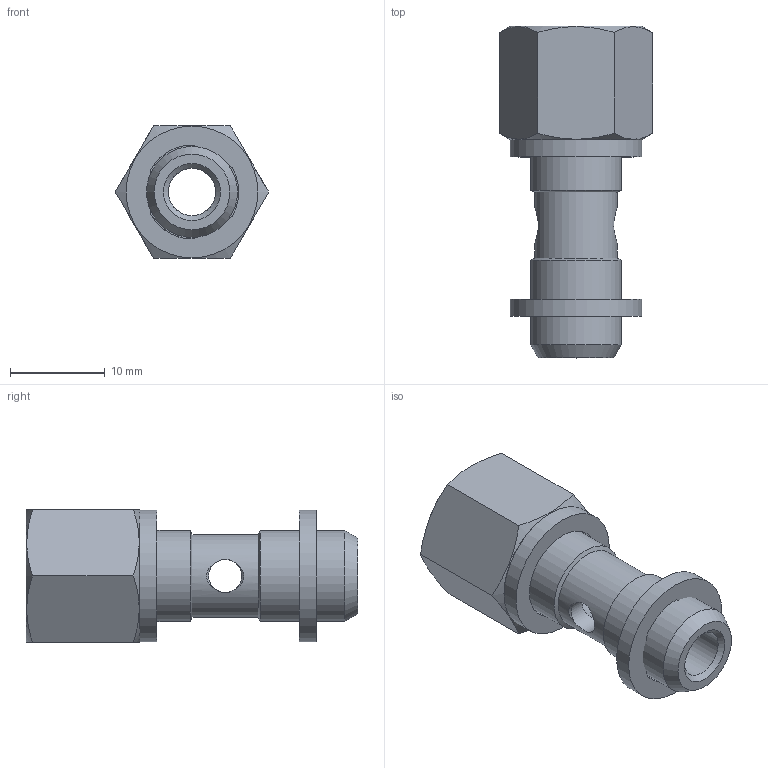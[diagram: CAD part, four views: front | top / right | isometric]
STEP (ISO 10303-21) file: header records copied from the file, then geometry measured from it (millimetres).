
FILE_DESCRIPTION(/* description */ ('STEP AP214'),/* implementation_level */ '2;1');
FILE_NAME(/* name */ 'A0230001',/* time_stamp */ '2023-04-13T14:33:15+02:00',/* author */ ('License CC BY-ND 4.0'),/* organization */ ('CADENAS'),/* preprocessor_version */ 'ST-DEVELOPER v19.3',/* originating_system */ 'PARTsolutions',/* authorisation */ ' ');
FILE_SCHEMA (('AUTOMOTIVE_DESIGN {1 0 10303 214 3 1 1}'));
Length unit declared in the file: millimetre
Products named in the file (4): A0230001; A0230001_PART3; A0230001_PART2; A0230001_PART1
Assembly tree (3 placements, depth 2):
  A0230001
    A0230001_PART3
    A0230001_PART2
    A0230001_PART1
Bounding box: 16.17 x 35 x 14 mm (x, y, z)
Volume: 2787.6 mm3; surface area: 2730.7 mm2
Topology: 3 solids, 3 shells, 42 faces, 98 edges, 63 vertices
Faces by surface type: plane 19, cone 12, cylinder 11
Full cylindrical faces by diameter (mm): 3.5 x2, 5 x1, 8.7 x2, 9.6 x2, 9.9 x2, 13.9 x2
Entity records: 1440 total; most frequent: CARTESIAN_POINT 306, DIRECTION 174, ORIENTED_EDGE 144, AXIS2_PLACEMENT_3D 78, EDGE_CURVE 72, EDGE_LOOP 72, FACE_BOUND 72, VERTEX_POINT 56
